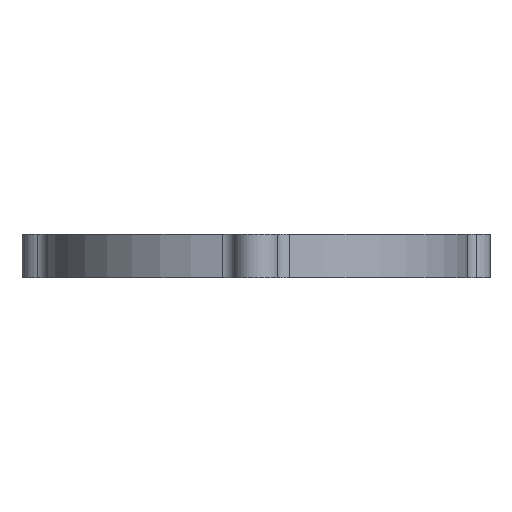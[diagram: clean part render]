
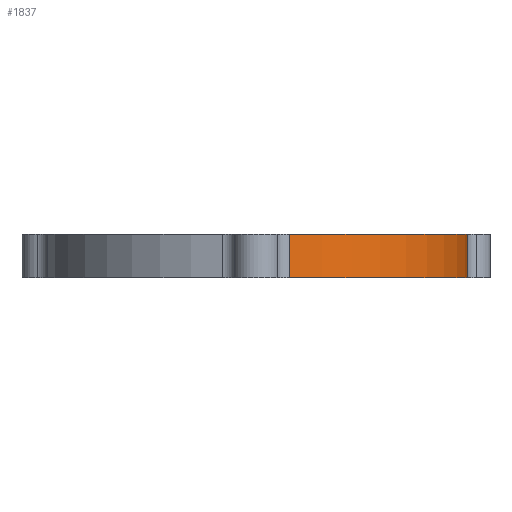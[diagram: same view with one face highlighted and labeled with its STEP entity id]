
A CAD part, left-side view. The second image highlights one B-rep face of the part: STEP entity #1837.
In plain terms, the highlighted cylindrical face has radius 70 mm (diameter 140 mm), a partial arc.
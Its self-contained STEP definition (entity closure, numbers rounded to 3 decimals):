
#167=CARTESIAN_POINT('',(0.,0.,6.));
#168=DIRECTION('',(0.,0.,1.));
#169=DIRECTION('',(-0.988,-0.158,0.));
#170=AXIS2_PLACEMENT_3D('',#167,#168,#169);
#565=DIRECTION('',(0.,0.,1.));
#566=VECTOR('',#565,14.5);
#567=CARTESIAN_POINT('',(-69.125,-11.033,-8.5));
#568=LINE('',#567,#566);
#569=DIRECTION('',(0.,0.,-1.));
#570=VECTOR('',#569,14.5);
#571=CARTESIAN_POINT('',(0.,-70.,6.));
#572=LINE('',#571,#570);
#573=CARTESIAN_POINT('',(0.,0.,-8.5));
#574=DIRECTION('',(0.,0.,1.));
#575=DIRECTION('',(-0.988,-0.158,0.));
#576=AXIS2_PLACEMENT_3D('',#573,#574,#575);
#966=CARTESIAN_POINT('',(0.,-70.,6.));
#967=CARTESIAN_POINT('',(0.,-70.,-8.5));
#968=VERTEX_POINT('',#966);
#969=VERTEX_POINT('',#967);
#1022=CARTESIAN_POINT('',(-69.125,-11.033,-8.5));
#1023=CARTESIAN_POINT('',(-69.125,-11.033,6.));
#1024=VERTEX_POINT('',#1022);
#1025=VERTEX_POINT('',#1023);
#1825=CARTESIAN_POINT('',(0.,0.,0.));
#1826=DIRECTION('',(0.,0.,1.));
#1827=DIRECTION('',(1.,0.,0.));
#1828=AXIS2_PLACEMENT_3D('',#1825,#1826,#1827);
#1829=CYLINDRICAL_SURFACE('',#1828,70.);
#1831=ORIENTED_EDGE('',*,*,#1830,.T.);
#1832=ORIENTED_EDGE('',*,*,#1251,.T.);
#1833=ORIENTED_EDGE('',*,*,#1805,.T.);
#1834=ORIENTED_EDGE('',*,*,#1483,.F.);
#1835=EDGE_LOOP('',(#1831,#1832,#1833,#1834));
#1836=FACE_OUTER_BOUND('',#1835,.F.);
#1837=ADVANCED_FACE('',(#1836),#1829,.T.);
#171=CIRCLE('',#170,70.);
#577=CIRCLE('',#576,70.);
#1251=EDGE_CURVE('',#1025,#968,#171,.T.);
#1483=EDGE_CURVE('',#1024,#969,#577,.T.);
#1805=EDGE_CURVE('',#968,#969,#572,.T.);
#1830=EDGE_CURVE('',#1024,#1025,#568,.T.);
